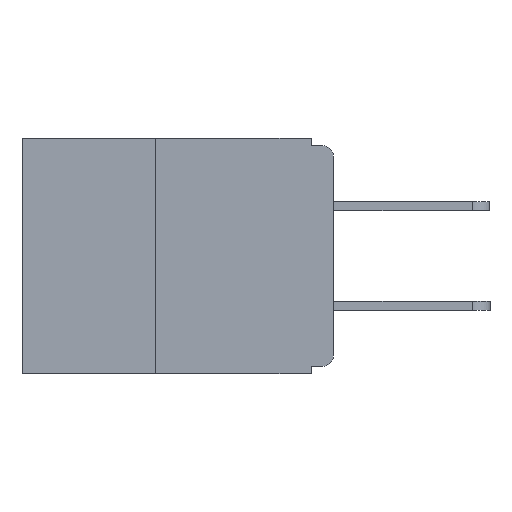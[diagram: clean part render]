
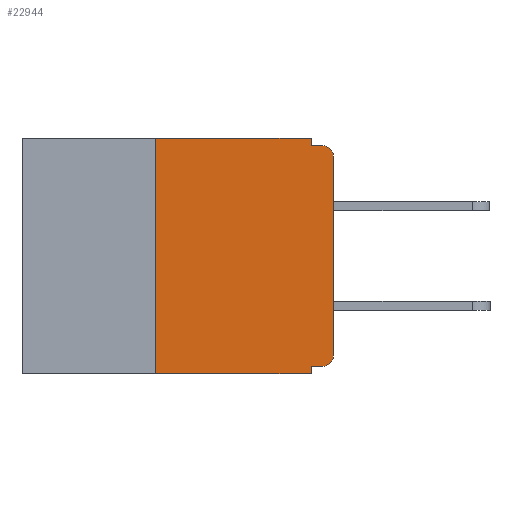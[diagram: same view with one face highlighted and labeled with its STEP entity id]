
A CAD part, left-side view. The second image highlights one B-rep face of the part: STEP entity #22944.
In plain terms, the highlighted planar face has unit normal (-1, 0, 0).
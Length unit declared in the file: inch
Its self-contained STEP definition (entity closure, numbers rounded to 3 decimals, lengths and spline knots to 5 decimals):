
#395 = VERTEX_POINT ( 'NONE', #1464 ) ;
#767 = DIRECTION ( 'NONE',  ( 0., 0., -1. ) ) ;
#1464 = CARTESIAN_POINT ( 'NONE',  ( 0., 0.031, -0.33 ) ) ;
#1513 = DIRECTION ( 'NONE',  ( 0., 1., 0. ) ) ;
#1974 = VERTEX_POINT ( 'NONE', #18945 ) ;
#2245 = EDGE_CURVE ( 'NONE', #10821, #8449, #22056, .T. ) ;
#3096 = AXIS2_PLACEMENT_3D ( 'NONE', #23299, #9711, #25518 ) ;
#3608 = ORIENTED_EDGE ( 'NONE', *, *, #5933, .T. ) ;
#3747 = CARTESIAN_POINT ( 'NONE',  ( 0., 0., 0. ) ) ;
#3773 = CARTESIAN_POINT ( 'NONE',  ( 0., 0., -0.32 ) ) ;
#4263 = VECTOR ( 'NONE', #1513, 39.37008 ) ;
#4721 = FACE_OUTER_BOUND ( 'NONE', #20813, .T. ) ;
#4851 = DIRECTION ( 'NONE',  ( 0., 0., 1. ) ) ;
#4958 = EDGE_CURVE ( 'NONE', #10186, #395, #20118, .T. ) ;
#5362 = VERTEX_POINT ( 'NONE', #18948 ) ;
#5422 = VECTOR ( 'NONE', #25273, 39.37008 ) ;
#5933 = EDGE_CURVE ( 'NONE', #18096, #22623, #12599, .T. ) ;
#6178 = VERTEX_POINT ( 'NONE', #10402 ) ;
#6924 = EDGE_CURVE ( 'NONE', #1974, #15896, #10423, .T. ) ;
#6967 = CARTESIAN_POINT ( 'NONE',  ( 0., 0.437, 0. ) ) ;
#7239 = DIRECTION ( 'NONE',  ( 0., -1., 0. ) ) ;
#8052 = VECTOR ( 'NONE', #19515, 39.37008 ) ;
#8449 = VERTEX_POINT ( 'NONE', #11642 ) ;
#8680 = VECTOR ( 'NONE', #18164, 39.37008 ) ;
#9328 = VECTOR ( 'NONE', #23471, 39.37008 ) ;
#9687 = AXIS2_PLACEMENT_3D ( 'NONE', #27988, #14564, #767 ) ;
#9711 = DIRECTION ( 'NONE',  ( -1., 0., 0. ) ) ;
#10186 = VERTEX_POINT ( 'NONE', #22593 ) ;
#10402 = CARTESIAN_POINT ( 'NONE',  ( 0., 0.031, -0.01 ) ) ;
#10423 = LINE ( 'NONE', #3773, #4263 ) ;
#10821 = VERTEX_POINT ( 'NONE', #24515 ) ;
#11073 = ORIENTED_EDGE ( 'NONE', *, *, #17191, .F. ) ;
#11548 = AXIS2_PLACEMENT_3D ( 'NONE', #26085, #12576, #28282 ) ;
#11642 = CARTESIAN_POINT ( 'NONE',  ( 0., 0.031, 0. ) ) ;
#11816 = VECTOR ( 'NONE', #22053, 39.37008 ) ;
#12425 = CARTESIAN_POINT ( 'NONE',  ( 0., 0., -0.025 ) ) ;
#12576 = DIRECTION ( 'NONE',  ( 1., 0., 0. ) ) ;
#12599 = CIRCLE ( 'NONE', #3096, 0.015 ) ;
#13414 = ORIENTED_EDGE ( 'NONE', *, *, #2245, .F. ) ;
#14564 = DIRECTION ( 'NONE',  ( -1., 0., 0. ) ) ;
#15129 = EDGE_CURVE ( 'NONE', #8449, #6178, #17545, .T. ) ;
#15432 = CARTESIAN_POINT ( 'NONE',  ( 0., 0.015, -0.01 ) ) ;
#15739 = ORIENTED_EDGE ( 'NONE', *, *, #24786, .T. ) ;
#15884 = CARTESIAN_POINT ( 'NONE',  ( 0., 0.031, -0.33 ) ) ;
#15896 = VERTEX_POINT ( 'NONE', #27789 ) ;
#15965 = VECTOR ( 'NONE', #7239, 39.37008 ) ;
#16141 = ORIENTED_EDGE ( 'NONE', *, *, #21040, .F. ) ;
#16222 = CARTESIAN_POINT ( 'NONE',  ( 0., 0.25, -0.33 ) ) ;
#16586 = CARTESIAN_POINT ( 'NONE',  ( 0., 0., -0.01 ) ) ;
#16740 = LINE ( 'NONE', #16586, #9328 ) ;
#17028 = PLANE ( 'NONE',  #11548 ) ;
#17191 = EDGE_CURVE ( 'NONE', #10186, #10821, #25768, .T. ) ;
#17545 = LINE ( 'NONE', #27451, #5422 ) ;
#17938 = ORIENTED_EDGE ( 'NONE', *, *, #15129, .F. ) ;
#18096 = VERTEX_POINT ( 'NONE', #12425 ) ;
#18164 = DIRECTION ( 'NONE',  ( 0., 0., -1. ) ) ;
#18945 = CARTESIAN_POINT ( 'NONE',  ( 0., 0.015, -0.32 ) ) ;
#18948 = CARTESIAN_POINT ( 'NONE',  ( 0., 0., -0.305 ) ) ;
#19226 = ORIENTED_EDGE ( 'NONE', *, *, #4958, .T. ) ;
#19265 = CIRCLE ( 'NONE', #9687, 0.015 ) ;
#19515 = DIRECTION ( 'NONE',  ( 0., -1., 0. ) ) ;
#20026 = LINE ( 'NONE', #15884, #8680 ) ;
#20118 = LINE ( 'NONE', #26253, #8052 ) ;
#20813 = EDGE_LOOP ( 'NONE', ( #22899, #3608, #16141, #17938, #13414, #11073, #19226, #23507, #27281, #15739 ) ) ;
#21040 = EDGE_CURVE ( 'NONE', #6178, #22623, #16740, .T. ) ;
#22053 = DIRECTION ( 'NONE',  ( 0., 0., 1. ) ) ;
#22056 = LINE ( 'NONE', #6967, #15965 ) ;
#22593 = CARTESIAN_POINT ( 'NONE',  ( 0., 0.25, -0.33 ) ) ;
#22623 = VERTEX_POINT ( 'NONE', #15432 ) ;
#22899 = ORIENTED_EDGE ( 'NONE', *, *, #28654, .T. ) ;
#22944 = ADVANCED_FACE ( 'NONE', ( #4721 ), #17028, .F. ) ;
#23188 = LINE ( 'NONE', #3747, #11816 ) ;
#23299 = CARTESIAN_POINT ( 'NONE',  ( 0., 0.015, -0.025 ) ) ;
#23471 = DIRECTION ( 'NONE',  ( 0., -1., 0. ) ) ;
#23507 = ORIENTED_EDGE ( 'NONE', *, *, #23869, .F. ) ;
#23869 = EDGE_CURVE ( 'NONE', #15896, #395, #20026, .T. ) ;
#24515 = CARTESIAN_POINT ( 'NONE',  ( 0., 0.25, 0. ) ) ;
#24786 = EDGE_CURVE ( 'NONE', #1974, #5362, #19265, .T. ) ;
#25087 = VECTOR ( 'NONE', #4851, 39.37008 ) ;
#25273 = DIRECTION ( 'NONE',  ( 0., 0., -1. ) ) ;
#25518 = DIRECTION ( 'NONE',  ( 0., 0., -1. ) ) ;
#25768 = LINE ( 'NONE', #16222, #25087 ) ;
#26085 = CARTESIAN_POINT ( 'NONE',  ( 0., 0.437, 0. ) ) ;
#26253 = CARTESIAN_POINT ( 'NONE',  ( 0., 0.437, -0.33 ) ) ;
#27281 = ORIENTED_EDGE ( 'NONE', *, *, #6924, .F. ) ;
#27451 = CARTESIAN_POINT ( 'NONE',  ( 0., 0.031, 0. ) ) ;
#27789 = CARTESIAN_POINT ( 'NONE',  ( 0., 0.031, -0.32 ) ) ;
#27988 = CARTESIAN_POINT ( 'NONE',  ( 0., 0.015, -0.305 ) ) ;
#28282 = DIRECTION ( 'NONE',  ( 0., 0., -1. ) ) ;
#28654 = EDGE_CURVE ( 'NONE', #5362, #18096, #23188, .T. ) ;
